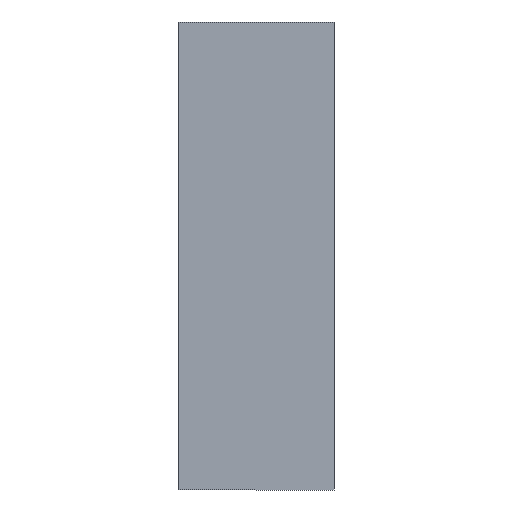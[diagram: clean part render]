
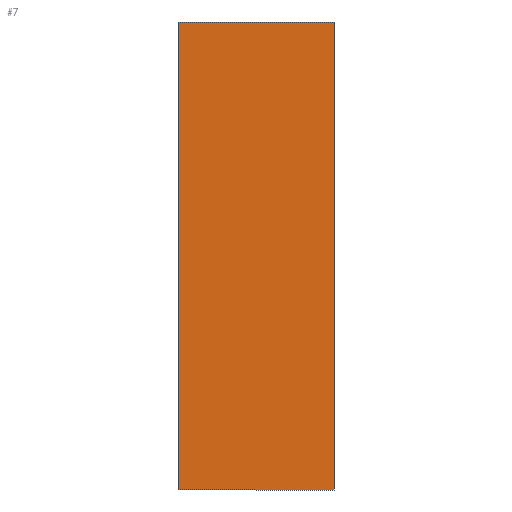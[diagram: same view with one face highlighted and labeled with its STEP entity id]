
A CAD part, front view. The second image highlights one B-rep face of the part: STEP entity #7.
In plain terms, the highlighted planar face has unit normal (0, -1, 0).
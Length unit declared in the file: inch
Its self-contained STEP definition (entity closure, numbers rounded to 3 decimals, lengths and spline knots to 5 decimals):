
#7 = ADVANCED_FACE ( 'NONE', ( #175 ), #136, .F. ) ;
#12 = VECTOR ( 'NONE', #155, 39.37008 ) ;
#18 = DIRECTION ( 'NONE',  ( 0., 1., 0. ) ) ;
#22 = CARTESIAN_POINT ( 'NONE',  ( 0., 0., 0. ) ) ;
#23 = LINE ( 'NONE', #60, #12 ) ;
#34 = VECTOR ( 'NONE', #231, 39.37008 ) ;
#58 = LINE ( 'NONE', #188, #233 ) ;
#59 = LINE ( 'NONE', #101, #34 ) ;
#60 = CARTESIAN_POINT ( 'NONE',  ( 0., 0., -5.25 ) ) ;
#61 = EDGE_CURVE ( 'NONE', #111, #153, #58, .T. ) ;
#64 = CARTESIAN_POINT ( 'NONE',  ( -1.75, 0., -5.25 ) ) ;
#100 = CARTESIAN_POINT ( 'NONE',  ( 1.75, 0., -5.25 ) ) ;
#101 = CARTESIAN_POINT ( 'NONE',  ( 0., 0., 5.25 ) ) ;
#107 = EDGE_CURVE ( 'NONE', #153, #223, #59, .T. ) ;
#111 = VERTEX_POINT ( 'NONE', #64 ) ;
#118 = CARTESIAN_POINT ( 'NONE',  ( 1.75, 0., 5.25 ) ) ;
#134 = ORIENTED_EDGE ( 'NONE', *, *, #61, .F. ) ;
#136 = PLANE ( 'NONE',  #152 ) ;
#140 = LINE ( 'NONE', #177, #169 ) ;
#148 = EDGE_CURVE ( 'NONE', #223, #150, #140, .T. ) ;
#149 = ORIENTED_EDGE ( 'NONE', *, *, #148, .F. ) ;
#150 = VERTEX_POINT ( 'NONE', #100 ) ;
#152 = AXIS2_PLACEMENT_3D ( 'NONE', #22, #18, #192 ) ;
#153 = VERTEX_POINT ( 'NONE', #229 ) ;
#155 = DIRECTION ( 'NONE',  ( -1., 0., 0. ) ) ;
#169 = VECTOR ( 'NONE', #194, 39.37008 ) ;
#172 = DIRECTION ( 'NONE',  ( 0., 0., 1. ) ) ;
#175 = FACE_OUTER_BOUND ( 'NONE', #240, .T. ) ;
#177 = CARTESIAN_POINT ( 'NONE',  ( 1.75, 0., 0. ) ) ;
#186 = ORIENTED_EDGE ( 'NONE', *, *, #107, .F. ) ;
#188 = CARTESIAN_POINT ( 'NONE',  ( -1.75, 0., 0. ) ) ;
#192 = DIRECTION ( 'NONE',  ( -1., 0., 0. ) ) ;
#194 = DIRECTION ( 'NONE',  ( 0., 0., -1. ) ) ;
#203 = ORIENTED_EDGE ( 'NONE', *, *, #204, .F. ) ;
#204 = EDGE_CURVE ( 'NONE', #150, #111, #23, .T. ) ;
#223 = VERTEX_POINT ( 'NONE', #118 ) ;
#229 = CARTESIAN_POINT ( 'NONE',  ( -1.75, 0., 5.25 ) ) ;
#231 = DIRECTION ( 'NONE',  ( 1., 0., 0. ) ) ;
#233 = VECTOR ( 'NONE', #172, 39.37008 ) ;
#240 = EDGE_LOOP ( 'NONE', ( #149, #186, #134, #203 ) ) ;
